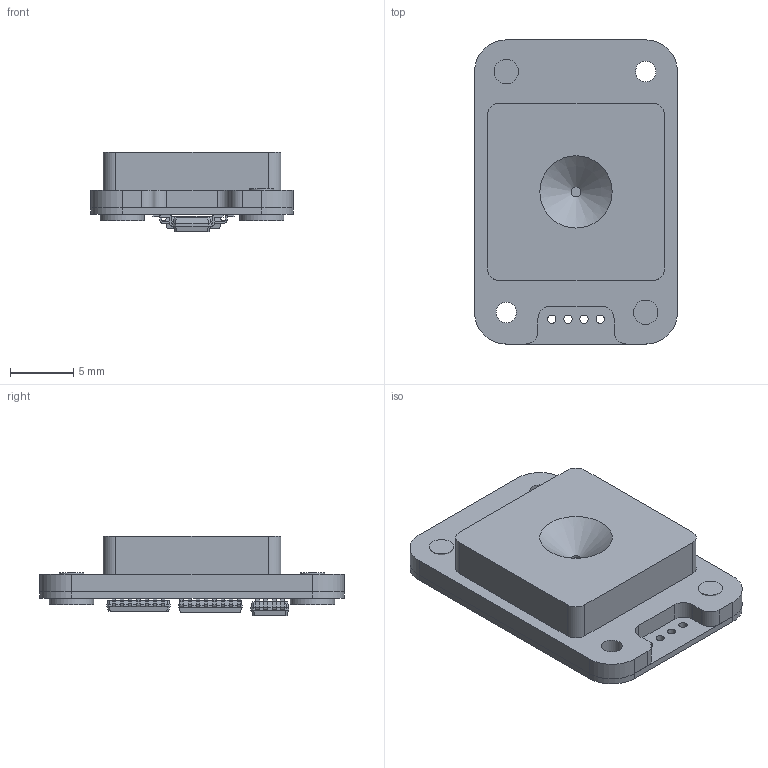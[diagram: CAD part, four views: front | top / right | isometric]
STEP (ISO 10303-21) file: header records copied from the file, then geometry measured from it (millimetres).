
FILE_DESCRIPTION(/* description */ (''),/* implementation_level */ '2;1');
FILE_NAME(/* name */ 'pss_sun_sensor.step',/* time_stamp */ '2023-01-25T22:04:59+02:00',/* author */ (''),/* organization */ (''),/* preprocessor_version */ 'ST-DEVELOPER v19.2',/* originating_system */ 'Autodesk Translation Framework v11.17.0.187',/* authorisation */ '');
FILE_SCHEMA (('AUTOMOTIVE_DESIGN { 1 0 10303 214 3 1 1 }'));
Length unit declared in the file: millimetre
Products named in the file (17): PSS Main Assembly; PCB Assembly; Simplfied PCB; Hamamatsu S5990-01; Component3; Diode; Resin Window; Index Mark; Component5; TSSOP-14_4.4x5mm_P0.65mm; SOLID_3; TSSOP-16_4.4x5mm_P0.65mm; SOLID_6; VSSOP-8_3.0x3.0mm_P0.65mm; SOLID_0 (2); Cover; M2x2 D3.5x0.5
Assembly tree (17 placements, depth 4):
  PSS Main Assembly
    PCB Assembly
      Simplfied PCB
      Hamamatsu S5990-01
        Component3
        Diode
        Resin Window
        Index Mark
        Component5
      TSSOP-14_4.4x5mm_P0.65mm
        SOLID_3
      TSSOP-16_4.4x5mm_P0.65mm
        SOLID_6
      VSSOP-8_3.0x3.0mm_P0.65mm
        SOLID_0 (2)
    Cover
    M2x2 D3.5x0.5  x2
Bounding box: 16 x 24 x 6.3 mm (x, y, z)
Volume: 1167.6 mm3; surface area: 2623 mm2
Topology: 31 solids, 31 shells, 848 faces, 2222 edges, 1449 vertices
Faces by surface type: plane 622, cylinder 225, cone 1
Full cylindrical faces by diameter (mm): 0.25 x1, 0.5 x2, 0.65 x4, 0.7 x1, 0.8 x1, 1.623 x4, 1.933 x2, 2.1 x4, 3.5 x2
Entity records: 26507 total; most frequent: CARTESIAN_POINT 4466, ORIENTED_EDGE 4360, DIRECTION 4357, EDGE_CURVE 2180, LINE 1733, VECTOR 1733, VERTEX_POINT 1421, AXIS2_PLACEMENT_3D 1312
